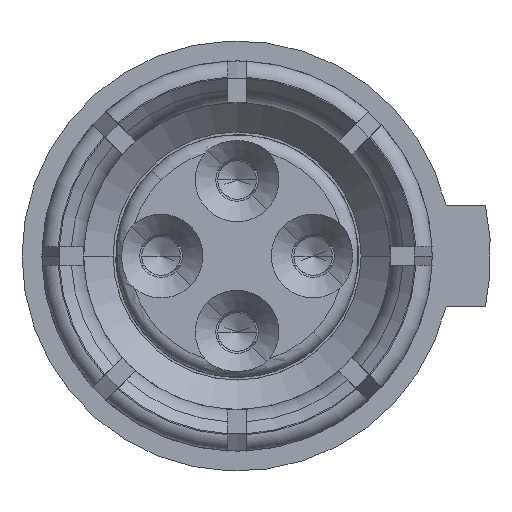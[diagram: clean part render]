
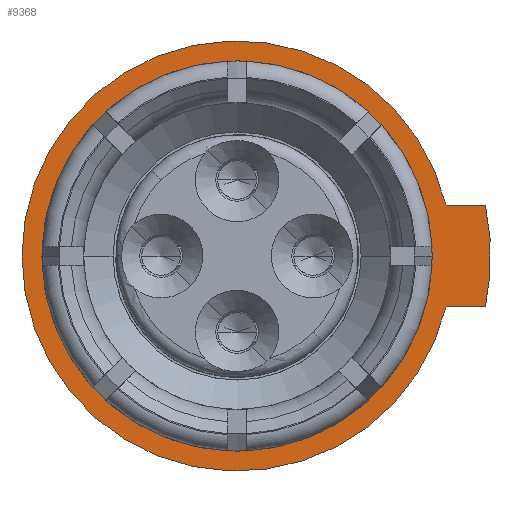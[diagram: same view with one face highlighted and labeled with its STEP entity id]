
A CAD part, front view. The second image highlights one B-rep face of the part: STEP entity #9368.
In plain terms, the highlighted planar face has unit normal (0, -1, 0).
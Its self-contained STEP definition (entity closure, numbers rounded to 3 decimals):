
#2029=CARTESIAN_POINT('',(0.,-0.79,0.));
#2030=DIRECTION('',(0.,-1.,0.));
#2031=DIRECTION('',(-1.,0.,0.));
#2032=AXIS2_PLACEMENT_3D('',#2029,#2030,#2031);
#2043=CARTESIAN_POINT('',(0.,-0.79,0.));
#2044=DIRECTION('',(0.,1.,0.));
#2045=DIRECTION('',(-1.,0.,0.));
#2046=AXIS2_PLACEMENT_3D('',#2043,#2044,#2045);
#2067=DIRECTION('',(1.,0.,0.));
#2068=VECTOR('',#2067,0.729);
#2069=CARTESIAN_POINT('',(3.876,-0.79,0.94));
#2070=LINE('',#2069,#2068);
#2071=CARTESIAN_POINT('',(0.,-0.79,0.));
#2072=DIRECTION('',(0.,1.,0.));
#2073=DIRECTION('',(0.98,0.,0.2));
#2074=AXIS2_PLACEMENT_3D('',#2071,#2072,#2073);
#2076=DIRECTION('',(-1.,0.,0.));
#2077=VECTOR('',#2076,0.729);
#2078=CARTESIAN_POINT('',(4.605,-0.79,-0.94));
#2079=LINE('',#2078,#2077);
#2089=CARTESIAN_POINT('',(0.,-0.79,0.));
#2090=DIRECTION('',(0.,-1.,0.));
#2091=DIRECTION('',(0.972,0.,0.236));
#2092=AXIS2_PLACEMENT_3D('',#2089,#2090,#2091);
#5896=CARTESIAN_POINT('',(-3.62,-0.79,0.));
#5897=CARTESIAN_POINT('',(3.62,-0.79,0.));
#5898=VERTEX_POINT('',#5896);
#5899=VERTEX_POINT('',#5897);
#6112=CARTESIAN_POINT('',(4.605,-0.79,0.94));
#6113=CARTESIAN_POINT('',(4.605,-0.79,-0.94));
#6114=VERTEX_POINT('',#6112);
#6115=VERTEX_POINT('',#6113);
#6116=CARTESIAN_POINT('',(3.876,-0.79,-0.94));
#6117=VERTEX_POINT('',#6116);
#6118=CARTESIAN_POINT('',(3.876,-0.79,0.94));
#6119=VERTEX_POINT('',#6118);
#9349=CARTESIAN_POINT('',(0.,-0.79,0.));
#9350=DIRECTION('',(0.,-1.,0.));
#9351=DIRECTION('',(-1.,0.,0.));
#9352=AXIS2_PLACEMENT_3D('',#9349,#9350,#9351);
#9353=PLANE('',#9352);
#9355=ORIENTED_EDGE('',*,*,#9354,.F.);
#9357=ORIENTED_EDGE('',*,*,#9356,.T.);
#9359=ORIENTED_EDGE('',*,*,#9358,.T.);
#9361=ORIENTED_EDGE('',*,*,#9360,.T.);
#9362=EDGE_LOOP('',(#9355,#9357,#9359,#9361));
#9363=FACE_OUTER_BOUND('',#9362,.F.);
#9364=ORIENTED_EDGE('',*,*,#9303,.T.);
#9365=ORIENTED_EDGE('',*,*,#9318,.F.);
#9366=EDGE_LOOP('',(#9364,#9365));
#9367=FACE_BOUND('',#9366,.F.);
#9368=ADVANCED_FACE('',(#9363,#9367),#9353,.T.);
#2033=CIRCLE('',#2032,3.62);
#2047=CIRCLE('',#2046,3.62);
#2075=CIRCLE('',#2074,4.7);
#2093=CIRCLE('',#2092,3.988);
#9303=EDGE_CURVE('',#5898,#5899,#2033,.T.);
#9318=EDGE_CURVE('',#5898,#5899,#2047,.T.);
#9354=EDGE_CURVE('',#6119,#6117,#2093,.T.);
#9356=EDGE_CURVE('',#6119,#6114,#2070,.T.);
#9358=EDGE_CURVE('',#6114,#6115,#2075,.T.);
#9360=EDGE_CURVE('',#6115,#6117,#2079,.T.);
